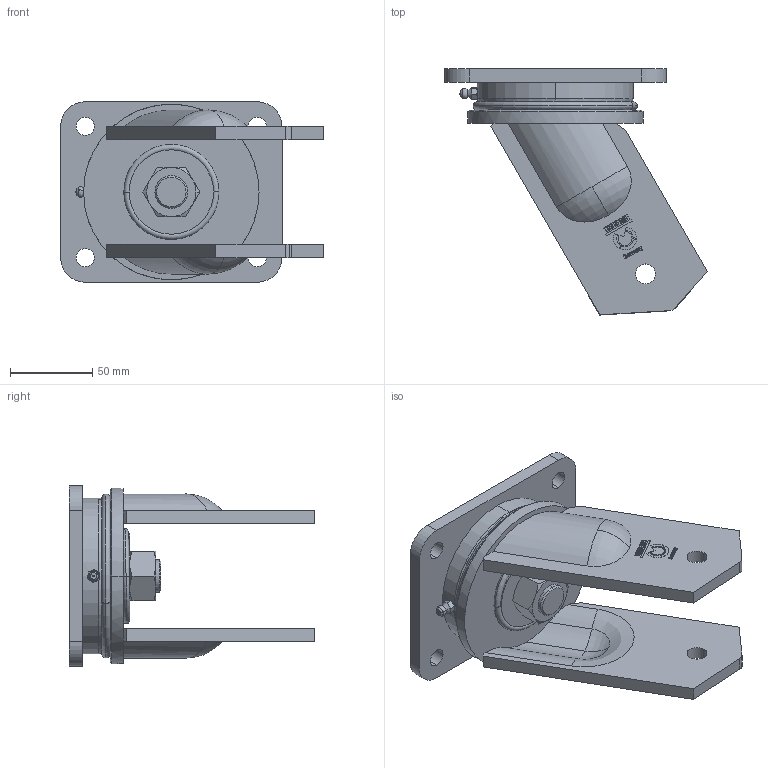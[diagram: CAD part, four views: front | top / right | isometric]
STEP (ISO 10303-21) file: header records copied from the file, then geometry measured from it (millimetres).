
FILE_DESCRIPTION (( 'STEP AP214' ), '1' );
FILE_NAME ('0019241.step', '2022-06-24T09:22:20', ( '' ), ( '' ), 'SwSTEP 2.0', 'SolidWorks 2020', '' );
FILE_SCHEMA (( 'AUTOMOTIVE_DESIGN' ));
Length unit declared in the file: millimetre
Products named in the file (1): 0019241
Bounding box: 160.21 x 149.91 x 110 mm (x, y, z)
Volume: 463554.5 mm3; surface area: 116053.9 mm2
Topology: 7 solids, 7 shells, 659 faces, 1720 edges, 1124 vertices
Faces by surface type: plane 324, bspline 210, cylinder 66, cone 37, torus 20, sphere 2
Entity records: 25266 total; most frequent: CARTESIAN_POINT 10247, ORIENTED_EDGE 3434, DIRECTION 2361, EDGE_CURVE 1717, VERTEX_POINT 1123, VECTOR 1041, LINE 1041, EDGE_LOOP 732
